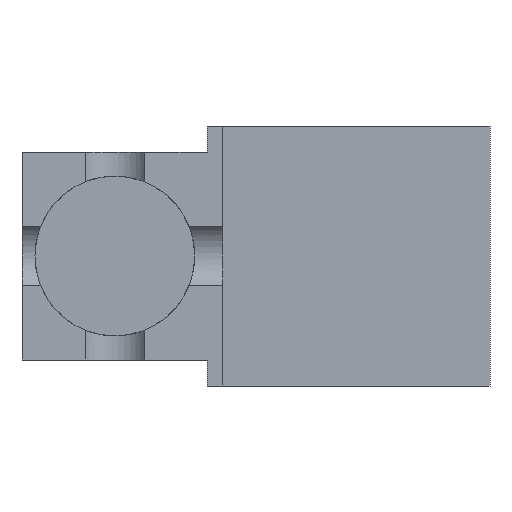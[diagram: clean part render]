
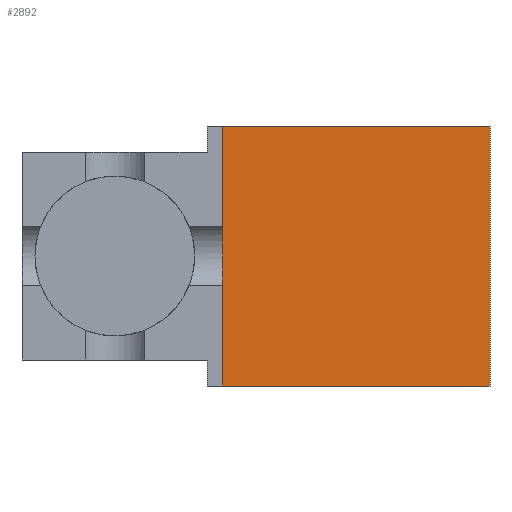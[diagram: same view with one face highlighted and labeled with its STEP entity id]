
A CAD part, left-side view. The second image highlights one B-rep face of the part: STEP entity #2892.
In plain terms, the highlighted planar face has unit normal (-1, 0, 0).
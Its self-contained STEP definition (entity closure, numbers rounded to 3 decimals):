
#21 = CARTESIAN_POINT ( 'NONE',  ( -38., 36., 17.5 ) ) ;
#28 = CARTESIAN_POINT ( 'NONE',  ( -38., 36., -17.5 ) ) ;
#46 = CARTESIAN_POINT ( 'NONE',  ( -38., 0., -17.5 ) ) ;
#67 = VERTEX_POINT ( 'NONE', #28 ) ;
#72 = CARTESIAN_POINT ( 'NONE',  ( -38., 0., 17.5 ) ) ;
#236 = PLANE ( 'NONE',  #301 ) ;
#301 = AXIS2_PLACEMENT_3D ( 'NONE', #2243, #2106, #3198 ) ;
#364 = CARTESIAN_POINT ( 'NONE',  ( -38., 0., -17.5 ) ) ;
#433 = VECTOR ( 'NONE', #603, 1000. ) ;
#603 = DIRECTION ( 'NONE',  ( 0., 0., -1. ) ) ;
#655 = VERTEX_POINT ( 'NONE', #364 ) ;
#881 = ORIENTED_EDGE ( 'NONE', *, *, #1860, .F. ) ;
#906 = CARTESIAN_POINT ( 'NONE',  ( -38., 0., 17.5 ) ) ;
#962 = LINE ( 'NONE', #3082, #433 ) ;
#1004 = VECTOR ( 'NONE', #2257, 1000. ) ;
#1339 = LINE ( 'NONE', #1918, #2944 ) ;
#1347 = EDGE_CURVE ( 'NONE', #3524, #655, #962, .T. ) ;
#1553 = EDGE_CURVE ( 'NONE', #67, #655, #3314, .T. ) ;
#1611 = EDGE_CURVE ( 'NONE', #2705, #67, #1339, .T. ) ;
#1723 = LINE ( 'NONE', #906, #1004 ) ;
#1757 = FACE_OUTER_BOUND ( 'NONE', #2038, .T. ) ;
#1860 = EDGE_CURVE ( 'NONE', #2705, #3524, #1723, .T. ) ;
#1918 = CARTESIAN_POINT ( 'NONE',  ( -38., 36., 17.5 ) ) ;
#2038 = EDGE_LOOP ( 'NONE', ( #3534, #3062, #881, #3148 ) ) ;
#2106 = DIRECTION ( 'NONE',  ( 1., 0., 0. ) ) ;
#2243 = CARTESIAN_POINT ( 'NONE',  ( -38., 0., 17.5 ) ) ;
#2257 = DIRECTION ( 'NONE',  ( 0., -1., 0. ) ) ;
#2705 = VERTEX_POINT ( 'NONE', #21 ) ;
#2892 = ADVANCED_FACE ( 'NONE', ( #1757 ), #236, .F. ) ;
#2944 = VECTOR ( 'NONE', #3307, 1000. ) ;
#3052 = DIRECTION ( 'NONE',  ( 0., -1., 0. ) ) ;
#3062 = ORIENTED_EDGE ( 'NONE', *, *, #1347, .F. ) ;
#3082 = CARTESIAN_POINT ( 'NONE',  ( -38., 0., 17.5 ) ) ;
#3148 = ORIENTED_EDGE ( 'NONE', *, *, #1611, .T. ) ;
#3198 = DIRECTION ( 'NONE',  ( 0., 0., -1. ) ) ;
#3293 = VECTOR ( 'NONE', #3052, 1000. ) ;
#3307 = DIRECTION ( 'NONE',  ( 0., 0., -1. ) ) ;
#3314 = LINE ( 'NONE', #46, #3293 ) ;
#3524 = VERTEX_POINT ( 'NONE', #72 ) ;
#3534 = ORIENTED_EDGE ( 'NONE', *, *, #1553, .T. ) ;
